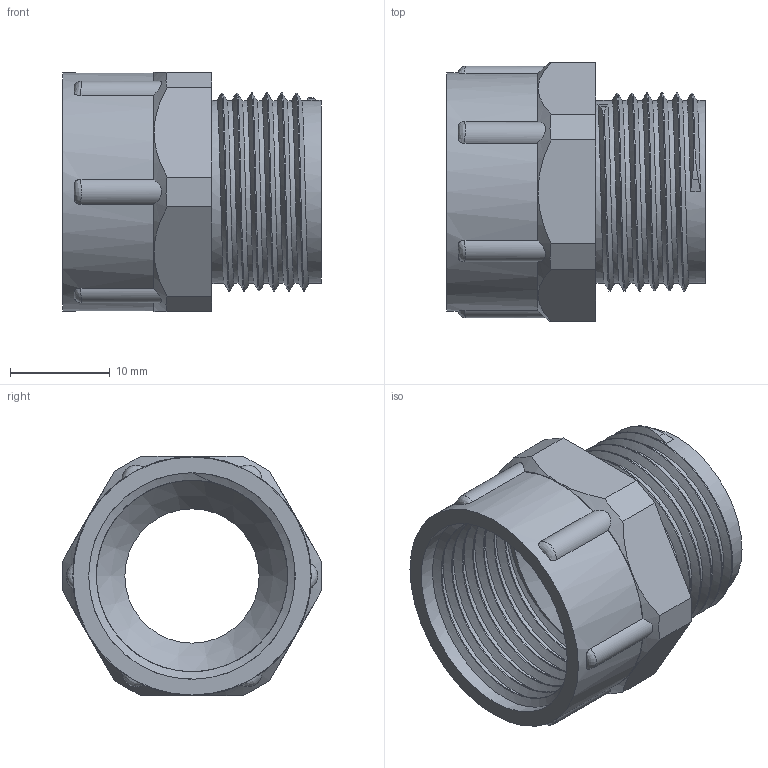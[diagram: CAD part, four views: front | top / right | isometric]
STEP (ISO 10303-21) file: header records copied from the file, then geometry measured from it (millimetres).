
FILE_DESCRIPTION(/* description */ ('Adapter sechskant M 20x1,5 / PG 13,5'),/* implementation_level */ '2;1');
FILE_NAME(/* name */ '11072013-RST.stp',/* time_stamp */ '2020-05-04T12:00:08+02:00',/* author */ ('sl'),/* organization */ (''),/* preprocessor_version */ 'ST-DEVELOPER v16.5',/* originating_system */ 'Autodesk Inventor 2017',/* authorisation */ '');
FILE_SCHEMA (('AUTOMOTIVE_DESIGN { 1 0 10303 214 3 1 1 }'));
Length unit declared in the file: millimetre
Products named in the file (1): 11072013
Bounding box: 26 x 25.99 x 24 mm (x, y, z)
Volume: 3582.9 mm3; surface area: 4565.2 mm2
Topology: 1 solids, 1 shells, 71 faces, 204 edges, 137 vertices
Faces by surface type: cylinder 28, plane 26, bspline 10, cone 7
Full cylindrical faces by diameter (mm): 13.48 x1, 15.13 x1, 18.378 x6, 20.742 x7, 23.91 x1
Entity records: 5273 total; most frequent: CARTESIAN_POINT 3886, ORIENTED_EDGE 312, DIRECTION 239, EDGE_CURVE 156, VERTEX_POINT 108, AXIS2_PLACEMENT_3D 97, EDGE_LOOP 70, FACE_OUTER_BOUND 59
